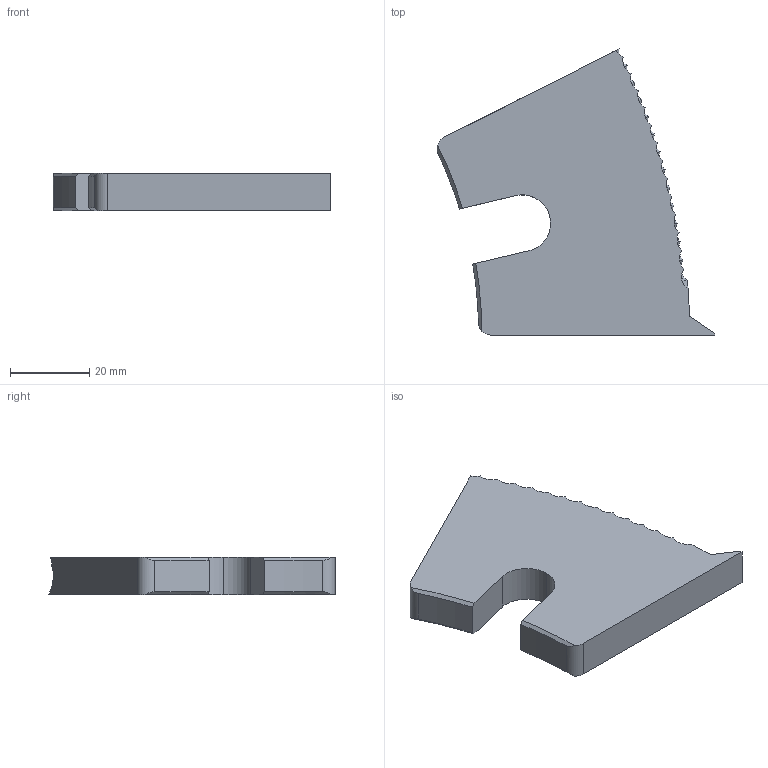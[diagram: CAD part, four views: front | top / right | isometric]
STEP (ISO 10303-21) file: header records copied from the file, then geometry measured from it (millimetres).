
FILE_DESCRIPTION (( 'STEP AP203' ), '1' );
FILE_NAME ('M3510-S.STEP', '2022-04-27T15:44:51', ( '' ), ( '' ), 'SwSTEP 2.0', 'SolidWorks 2020', '' );
FILE_SCHEMA (( 'CONFIG_CONTROL_DESIGN' ));
Length unit declared in the file: inch
Products named in the file (1): M3510-S
Bounding box: 70.03 x 72.17 x 9.49 mm (x, y, z)
Volume: 27537.3 mm3; surface area: 8626.2 mm2
Topology: 1 solids, 1 shells, 49 faces, 141 edges, 94 vertices
Faces by surface type: sphere 28, plane 8, cylinder 7, cone 4, torus 2
Entity records: 2203 total; most frequent: CARTESIAN_POINT 831, DIRECTION 282, ORIENTED_EDGE 282, EDGE_CURVE 141, AXIS2_PLACEMENT_3D 129, VERTEX_POINT 94, CIRCLE 79, FACE_OUTER_BOUND 49
